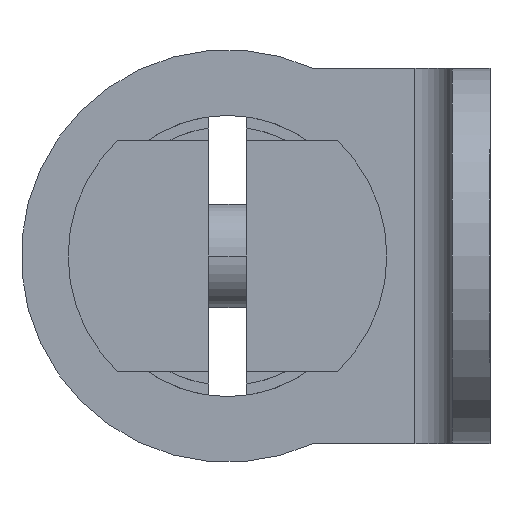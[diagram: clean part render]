
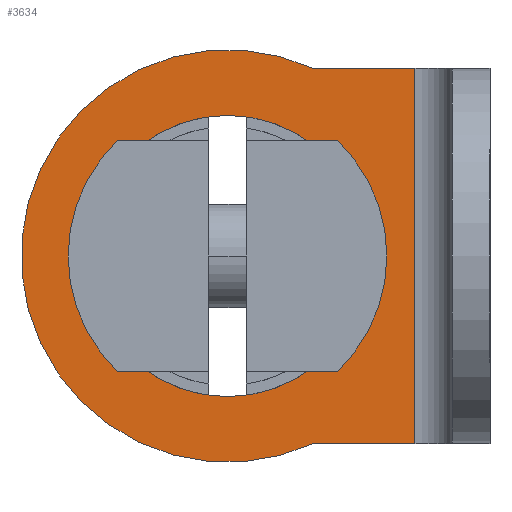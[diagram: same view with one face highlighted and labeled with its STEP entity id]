
A CAD part, left-side view. The second image highlights one B-rep face of the part: STEP entity #3634.
In plain terms, the highlighted planar face has unit normal (-1, 0, 0).
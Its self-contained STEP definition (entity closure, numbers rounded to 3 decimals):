
#1211=DIRECTION('',(0.,1.,0.));
#1212=VECTOR('',#1211,5.417);
#1213=CARTESIAN_POINT('',(-2.,-10.,10.));
#1214=LINE('',#1213,#1212);
#1215=DIRECTION('',(0.,-1.,0.));
#1216=VECTOR('',#1215,5.417);
#1217=CARTESIAN_POINT('',(-2.,-4.583,-10.));
#1218=LINE('',#1217,#1216);
#1219=CARTESIAN_POINT('',(-2.,0.,0.));
#1220=DIRECTION('',(1.,0.,0.));
#1221=DIRECTION('',(0.,0.,-1.));
#1222=AXIS2_PLACEMENT_3D('',#1219,#1220,#1221);
#1224=CARTESIAN_POINT('',(-2.,0.,0.));
#1225=DIRECTION('',(1.,0.,0.));
#1226=DIRECTION('',(0.,0.,1.));
#1227=AXIS2_PLACEMENT_3D('',#1224,#1225,#1226);
#1243=CARTESIAN_POINT('',(-2.,0.,0.));
#1244=DIRECTION('',(-1.,0.,0.));
#1245=DIRECTION('',(0.,-0.417,0.909));
#1246=AXIS2_PLACEMENT_3D('',#1243,#1244,#1245);
#1275=DIRECTION('',(0.,0.,-1.));
#1276=VECTOR('',#1275,20.);
#1277=CARTESIAN_POINT('',(-2.,-10.,10.));
#1278=LINE('',#1277,#1276);
#1571=CARTESIAN_POINT('',(-2.,-4.583,10.));
#1573=VERTEX_POINT('',#1571);
#1575=CARTESIAN_POINT('',(-2.,0.,7.5));
#1577=VERTEX_POINT('',#1575);
#1580=CARTESIAN_POINT('',(-2.,0.,-7.5));
#1582=VERTEX_POINT('',#1580);
#1611=CARTESIAN_POINT('',(-2.,-10.,-10.));
#1612=VERTEX_POINT('',#1611);
#1613=CARTESIAN_POINT('',(-2.,-10.,10.));
#1614=VERTEX_POINT('',#1613);
#1615=CARTESIAN_POINT('',(-2.,-4.583,-10.));
#1616=VERTEX_POINT('',#1615);
#3615=CARTESIAN_POINT('',(-2.,0.,0.));
#3616=DIRECTION('',(-1.,0.,0.));
#3617=DIRECTION('',(0.,0.,1.));
#3618=AXIS2_PLACEMENT_3D('',#3615,#3616,#3617);
#3619=PLANE('',#3618);
#3621=ORIENTED_EDGE('',*,*,#3620,.F.);
#3623=ORIENTED_EDGE('',*,*,#3622,.T.);
#3625=ORIENTED_EDGE('',*,*,#3624,.F.);
#3627=ORIENTED_EDGE('',*,*,#3626,.F.);
#3628=EDGE_LOOP('',(#3621,#3623,#3625,#3627));
#3629=FACE_OUTER_BOUND('',#3628,.F.);
#3630=ORIENTED_EDGE('',*,*,#3390,.F.);
#3631=ORIENTED_EDGE('',*,*,#3414,.F.);
#3632=EDGE_LOOP('',(#3630,#3631));
#3633=FACE_BOUND('',#3632,.F.);
#3634=ADVANCED_FACE('',(#3629,#3633),#3619,.T.);
#1223=CIRCLE('',#1222,7.5);
#1228=CIRCLE('',#1227,7.5);
#1247=CIRCLE('',#1246,11.);
#3390=EDGE_CURVE('',#1582,#1577,#1223,.T.);
#3414=EDGE_CURVE('',#1577,#1582,#1228,.T.);
#3620=EDGE_CURVE('',#1614,#1573,#1214,.T.);
#3622=EDGE_CURVE('',#1614,#1612,#1278,.T.);
#3624=EDGE_CURVE('',#1616,#1612,#1218,.T.);
#3626=EDGE_CURVE('',#1573,#1616,#1247,.T.);
